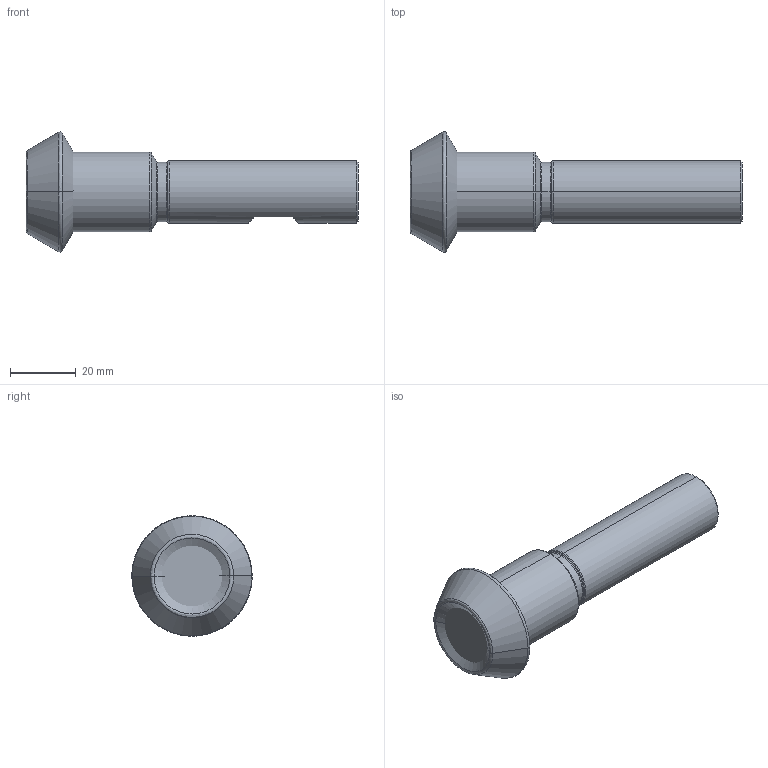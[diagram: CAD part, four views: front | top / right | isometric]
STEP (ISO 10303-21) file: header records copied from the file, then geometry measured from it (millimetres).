
FILE_DESCRIPTION (( 'STEP AP203' ), '1' );
FILE_NAME ('01-0763.STEP', '2024-02-06T17:03:05', ( '' ), ( '' ), 'SwSTEP 2.0', 'SolidWorks 2022', '' );
FILE_SCHEMA (( 'CONFIG_CONTROL_DESIGN' ));
Length unit declared in the file: inch
Products named in the file (3): duan19447370mf93; duan19447370mf93_2; 01-0763
Assembly tree (2 placements, depth 2):
  01-0763
    duan19447370mf93
    duan19447370mf93_2
Bounding box: 101.31 x 36.72 x 36.72 mm (x, y, z)
Volume: 47804.4 mm3; surface area: 11112.1 mm2
Topology: 2 solids, 2 shells, 57 faces, 117 edges, 61 vertices
Faces by surface type: bspline 30, cone 14, cylinder 8, plane 5
Entity records: 2090 total; most frequent: CARTESIAN_POINT 692, DIRECTION 243, ORIENTED_EDGE 230, EDGE_CURVE 115, AXIS2_PLACEMENT_3D 108, CIRCLE 76, VERTEX_POINT 61, EDGE_LOOP 58
